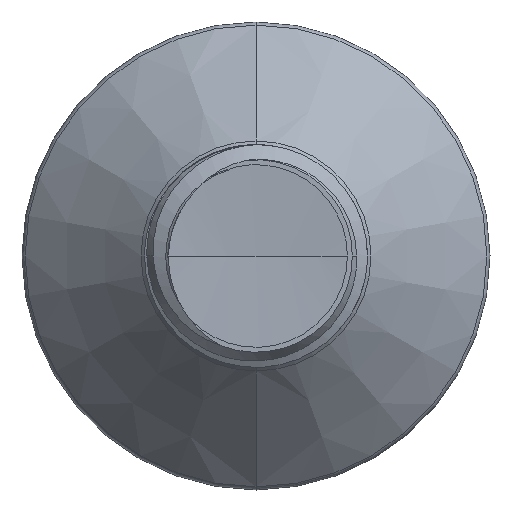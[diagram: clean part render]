
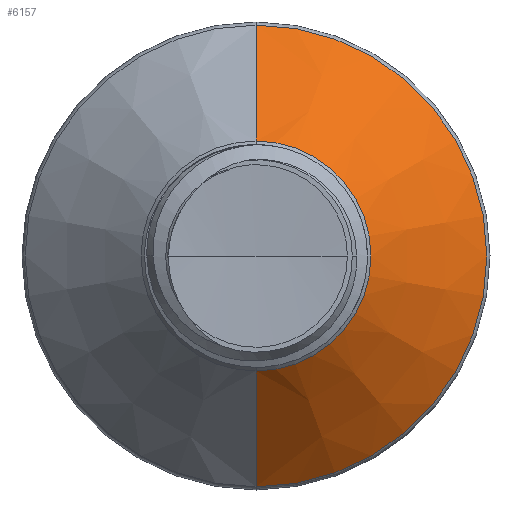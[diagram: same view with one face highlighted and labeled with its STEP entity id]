
A CAD part, front view. The second image highlights one B-rep face of the part: STEP entity #6157.
In plain terms, the highlighted conical face has half-angle 45 degrees and reference radius 2.064 mm.
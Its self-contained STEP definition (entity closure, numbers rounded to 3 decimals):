
#1175 = LINE ( 'NONE', #8940, #3903 ) ;
#1443 = CARTESIAN_POINT ( 'NONE',  ( 0., 3.786, -2.064 ) ) ;
#2032 = AXIS2_PLACEMENT_3D ( 'NONE', #2216, #2207, #2253 ) ;
#2207 = DIRECTION ( 'NONE',  ( 0., 1., 0. ) ) ;
#2216 = CARTESIAN_POINT ( 'NONE',  ( 0., 3.786, 0. ) ) ;
#2243 = ORIENTED_EDGE ( 'NONE', *, *, #11366, .F. ) ;
#2246 = CARTESIAN_POINT ( 'NONE',  ( 0., 5.865, 4.143 ) ) ;
#2253 = DIRECTION ( 'NONE',  ( 0., 0., 1. ) ) ;
#2372 = EDGE_LOOP ( 'NONE', ( #3218, #10745, #2243, #4322 ) ) ;
#2669 = CARTESIAN_POINT ( 'NONE',  ( 0., 5.865, 0. ) ) ;
#2698 = FACE_OUTER_BOUND ( 'NONE', #2372, .T. ) ;
#2710 = VERTEX_POINT ( 'NONE', #3535 ) ;
#3218 = ORIENTED_EDGE ( 'NONE', *, *, #11325, .T. ) ;
#3535 = CARTESIAN_POINT ( 'NONE',  ( 0., 5.865, -4.143 ) ) ;
#3801 = DIRECTION ( 'NONE',  ( 0., 0., 1. ) ) ;
#3903 = VECTOR ( 'NONE', #5852, 1000. ) ;
#4271 = CIRCLE ( 'NONE', #6297, 2.064 ) ;
#4322 = ORIENTED_EDGE ( 'NONE', *, *, #11381, .F. ) ;
#4884 = DIRECTION ( 'NONE',  ( 0., 1., 0. ) ) ;
#5145 = CARTESIAN_POINT ( 'NONE',  ( 0., 3.786, -2.064 ) ) ;
#5852 = DIRECTION ( 'NONE',  ( 0., 0.707, 0.707 ) ) ;
#6025 = CARTESIAN_POINT ( 'NONE',  ( 0., 3.786, 2.064 ) ) ;
#6094 = VERTEX_POINT ( 'NONE', #2246 ) ;
#6157 = ADVANCED_FACE ( 'NONE', ( #2698 ), #10184, .T. ) ;
#6297 = AXIS2_PLACEMENT_3D ( 'NONE', #10644, #4884, #11371 ) ;
#6464 = VERTEX_POINT ( 'NONE', #6025 ) ;
#6525 = LINE ( 'NONE', #5145, #11335 ) ;
#7699 = AXIS2_PLACEMENT_3D ( 'NONE', #2669, #9862, #3801 ) ;
#8940 = CARTESIAN_POINT ( 'NONE',  ( 0., 3.786, 2.064 ) ) ;
#9576 = VERTEX_POINT ( 'NONE', #1443 ) ;
#9862 = DIRECTION ( 'NONE',  ( 0., 1., 0. ) ) ;
#10184 = CONICAL_SURFACE ( 'NONE', #2032, 2.064, 0.785 ) ;
#10644 = CARTESIAN_POINT ( 'NONE',  ( 0., 3.786, 0. ) ) ;
#10745 = ORIENTED_EDGE ( 'NONE', *, *, #12224, .T. ) ;
#10872 = DIRECTION ( 'NONE',  ( 0., 0.707, -0.707 ) ) ;
#11325 = EDGE_CURVE ( 'NONE', #6464, #9576, #4271, .T. ) ;
#11335 = VECTOR ( 'NONE', #10872, 1000. ) ;
#11366 = EDGE_CURVE ( 'NONE', #6094, #2710, #11436, .T. ) ;
#11371 = DIRECTION ( 'NONE',  ( 0., 0., 1. ) ) ;
#11381 = EDGE_CURVE ( 'NONE', #6464, #6094, #1175, .T. ) ;
#11436 = CIRCLE ( 'NONE', #7699, 4.143 ) ;
#12224 = EDGE_CURVE ( 'NONE', #9576, #2710, #6525, .T. ) ;
